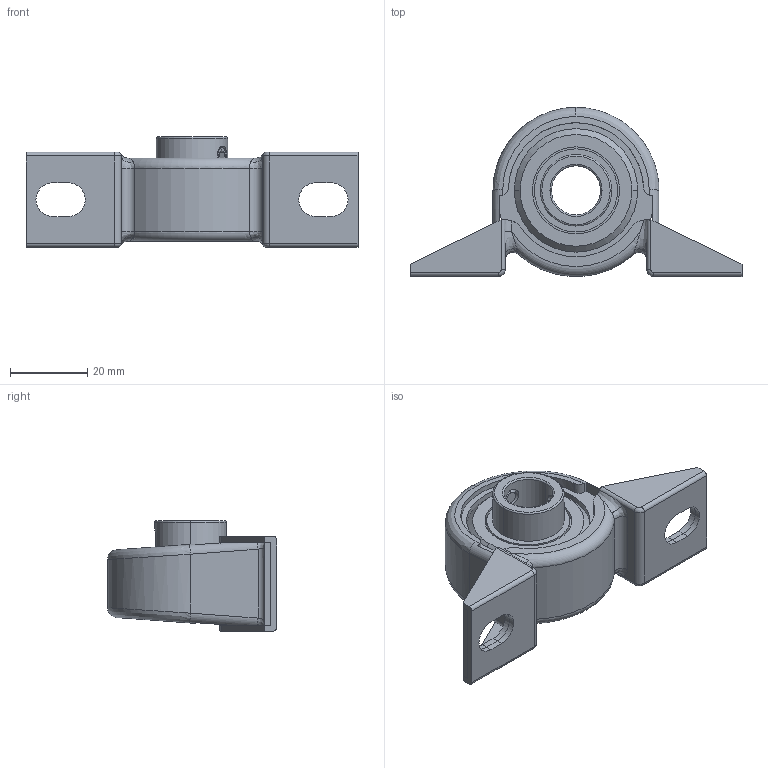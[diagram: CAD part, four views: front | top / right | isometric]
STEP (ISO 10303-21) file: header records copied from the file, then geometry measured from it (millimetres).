
FILE_DESCRIPTION (( 'STEP AP203' ), '1' );
FILE_NAME ('5913K61_Low-Profile Mounted Sealed Steel Ball Bearing.STEP', '2021-09-09T21:55:54', ( 'Administrator' ), ( 'Managed by Terraform' ), 'SwSTEP 2.0', 'SolidWorks 2017', '' );
FILE_SCHEMA (( 'CONFIG_CONTROL_DESIGN' ));
Length unit declared in the file: inch
Products named in the file (1): 5913K61_Low-Profile Mounted Sealed Steel Ball Bearing
Bounding box: 85.72 x 43.66 x 28.57 mm (x, y, z)
Volume: 28561.4 mm3; surface area: 21920.7 mm2
Topology: 6 solids, 6 shells, 201 faces, 497 edges, 316 vertices
Faces by surface type: plane 84, cylinder 76, bspline 15, torus 14, cone 12
Entity records: 7098 total; most frequent: CARTESIAN_POINT 2296, ORIENTED_EDGE 994, DIRECTION 978, EDGE_CURVE 497, AXIS2_PLACEMENT_3D 364, VERTEX_POINT 316, LINE 250, VECTOR 250
